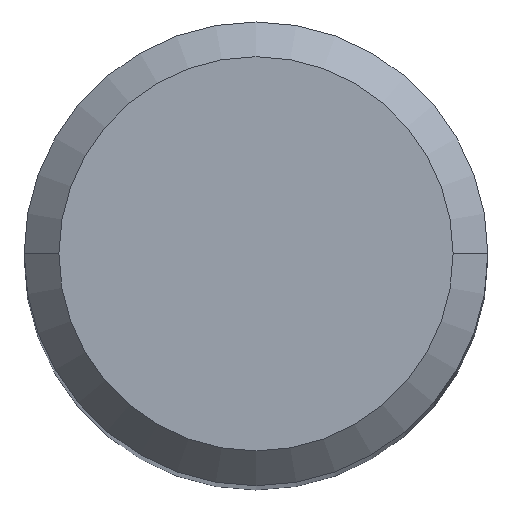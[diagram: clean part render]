
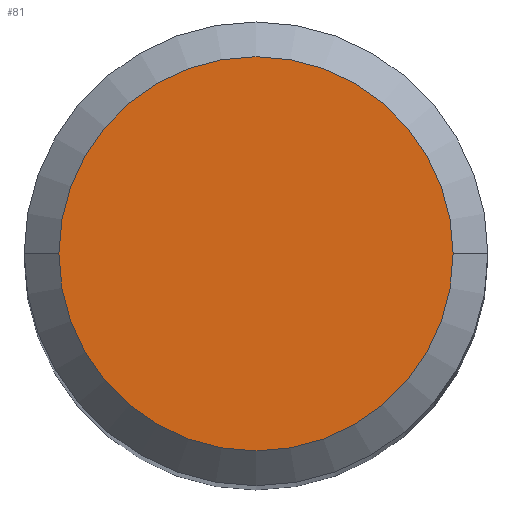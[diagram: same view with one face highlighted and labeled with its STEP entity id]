
A CAD part, top view. The second image highlights one B-rep face of the part: STEP entity #81.
In plain terms, the highlighted planar face has unit normal (0, 0, 1).
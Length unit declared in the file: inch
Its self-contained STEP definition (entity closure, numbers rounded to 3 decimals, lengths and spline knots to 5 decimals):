
#8 = CARTESIAN_POINT ( 'NONE',  ( 0.13387, 0., 0. ) ) ;
#19 = CARTESIAN_POINT ( 'NONE',  ( -0.13387, 0., 0. ) ) ;
#35 = DIRECTION ( 'NONE',  ( -1., 0., 0. ) ) ;
#46 = CIRCLE ( 'NONE', #475, 0.13387 ) ;
#81 = ADVANCED_FACE ( 'NONE', ( #172 ), #454, .F. ) ;
#129 = ORIENTED_EDGE ( 'NONE', *, *, #234, .T. ) ;
#172 = FACE_OUTER_BOUND ( 'NONE', #315, .T. ) ;
#176 = CIRCLE ( 'NONE', #255, 0.13387 ) ;
#182 = AXIS2_PLACEMENT_3D ( 'NONE', #418, #305, #35 ) ;
#204 = VERTEX_POINT ( 'NONE', #19 ) ;
#234 = EDGE_CURVE ( 'NONE', #204, #368, #176, .T. ) ;
#255 = AXIS2_PLACEMENT_3D ( 'NONE', #473, #435, #397 ) ;
#256 = DIRECTION ( 'NONE',  ( 1., 0., 0. ) ) ;
#285 = DIRECTION ( 'NONE',  ( 0., 0., 1. ) ) ;
#301 = EDGE_CURVE ( 'NONE', #368, #204, #46, .T. ) ;
#305 = DIRECTION ( 'NONE',  ( 0., 0., -1. ) ) ;
#312 = ORIENTED_EDGE ( 'NONE', *, *, #301, .T. ) ;
#315 = EDGE_LOOP ( 'NONE', ( #129, #312 ) ) ;
#368 = VERTEX_POINT ( 'NONE', #8 ) ;
#397 = DIRECTION ( 'NONE',  ( 1., 0., 0. ) ) ;
#418 = CARTESIAN_POINT ( 'NONE',  ( 0., 0., 0. ) ) ;
#435 = DIRECTION ( 'NONE',  ( 0., 0., 1. ) ) ;
#454 = PLANE ( 'NONE',  #182 ) ;
#473 = CARTESIAN_POINT ( 'NONE',  ( 0., 0., 0. ) ) ;
#475 = AXIS2_PLACEMENT_3D ( 'NONE', #477, #285, #256 ) ;
#477 = CARTESIAN_POINT ( 'NONE',  ( 0., 0., 0. ) ) ;
